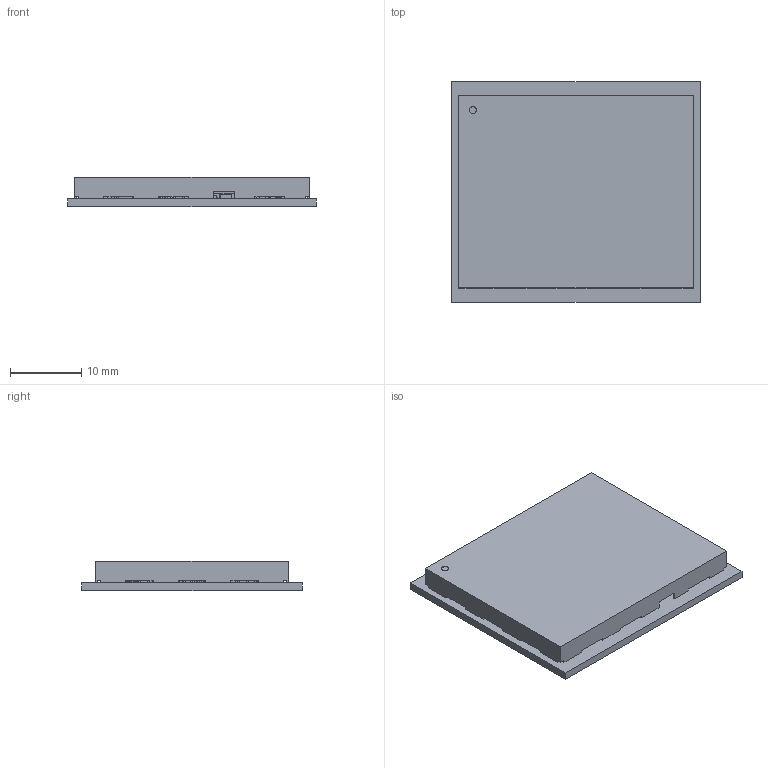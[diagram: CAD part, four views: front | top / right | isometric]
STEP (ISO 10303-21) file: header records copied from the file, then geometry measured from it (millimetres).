
FILE_DESCRIPTION(('Open CASCADE Model'),'2;1');
FILE_NAME('Open CASCADE Shape Model','2021-02-15T10:59:14',('Author'),( 'Open CASCADE'),'Open CASCADE STEP processor 6.8','Open CASCADE 6.8' ,'Unknown');
FILE_SCHEMA(('AUTOMOTIVE_DESIGN { 1 0 10303 214 1 1 1 1 }'));
Products named in the file (1): PCB
Bounding box: 35 x 31 x 4.1 mm (x, y, z)
Volume: 1448.4 mm3; surface area: 5667.6 mm2
Topology: 130 solids, 2914 shells, 4057 faces, 15981 edges, 14803 vertices
Faces by surface type: plane 3391, cylinder 441, sphere 170, bspline 55
Full cylindrical faces by diameter (mm): 0.355 x1
Entity records: 191899 total; most frequent: CARTESIAN_POINT 39170, DIRECTION 25240, ORIENTED_EDGE 18764, EDGE_CURVE 15813, VERTEX_POINT 14803, LINE 13934, VECTOR 13934, AXIS2_PLACEMENT_3D 5653
